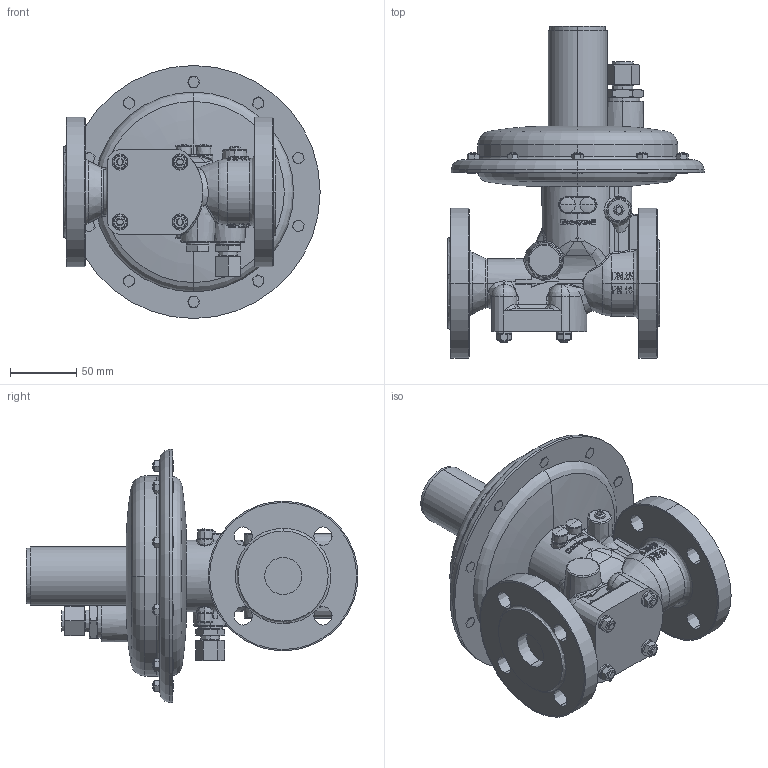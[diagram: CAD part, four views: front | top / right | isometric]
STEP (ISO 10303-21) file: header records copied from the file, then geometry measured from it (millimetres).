
FILE_DESCRIPTION (( 'STEP AP214' ), '1' );
FILE_NAME ('HON300_DN25_DN25_PN16_X_X_R_X.STEP', '2020-09-10T09:07:43', ( '' ), ( '' ), 'SwSTEP 2.0', 'SolidWorks 2017', '' );
FILE_SCHEMA (( 'AUTOMOTIVE_DESIGN' ));
Length unit declared in the file: millimetre
Products named in the file (1): HON300_DN25_DN25_PN16_X_X_R_X
Bounding box: 193.5 x 250.58 x 191 mm (x, y, z)
Volume: 1730974.1 mm3; surface area: 182663.1 mm2
Topology: 1 solids, 1 shells, 1470 faces, 3742 edges, 2350 vertices
Faces by surface type: plane 520, bspline 387, cylinder 237, cone 227, torus 89, sphere 10
Entity records: 88738 total; most frequent: CARTESIAN_POINT 50653, ORIENTED_EDGE 7438, DIRECTION 5431, EDGE_CURVE 3719, VERTEX_POINT 2350, AXIS2_PLACEMENT_3D 2073, EDGE_LOOP 1593, FACE_OUTER_BOUND 1470
